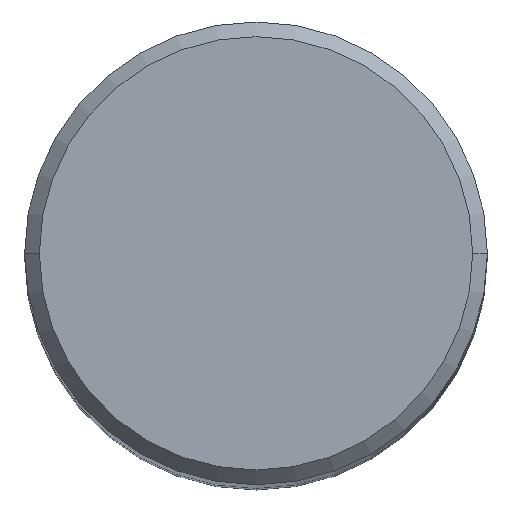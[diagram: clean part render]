
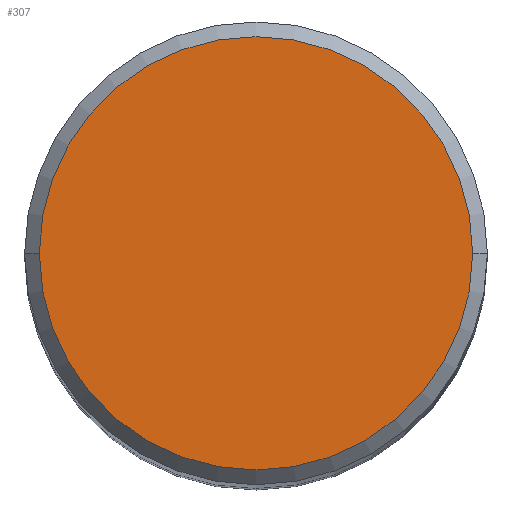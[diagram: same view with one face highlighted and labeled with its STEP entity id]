
A CAD part, top view. The second image highlights one B-rep face of the part: STEP entity #307.
In plain terms, the highlighted planar face has unit normal (0, 0, 1).
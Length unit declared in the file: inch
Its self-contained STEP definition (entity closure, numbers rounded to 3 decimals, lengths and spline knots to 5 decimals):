
#2 = DIRECTION ( 'NONE',  ( 1., 0., 0. ) ) ;
#5 = VERTEX_POINT ( 'NONE', #104 ) ;
#25 = CARTESIAN_POINT ( 'NONE',  ( 0., 0., 3.26772 ) ) ;
#41 = AXIS2_PLACEMENT_3D ( 'NONE', #173, #224, #2 ) ;
#49 = DIRECTION ( 'NONE',  ( 1., 0., 0. ) ) ;
#57 = CARTESIAN_POINT ( 'NONE',  ( 0., 0., 3.26772 ) ) ;
#73 = FACE_OUTER_BOUND ( 'NONE', #146, .T. ) ;
#77 = DIRECTION ( 'NONE',  ( 1., 0., 0. ) ) ;
#98 = DIRECTION ( 'NONE',  ( 0., 0., 1. ) ) ;
#100 = EDGE_CURVE ( 'NONE', #326, #5, #121, .T. ) ;
#104 = CARTESIAN_POINT ( 'NONE',  ( 0.22122, 0., 3.26772 ) ) ;
#105 = EDGE_CURVE ( 'NONE', #5, #326, #142, .T. ) ;
#121 = CIRCLE ( 'NONE', #41, 0.22122 ) ;
#122 = AXIS2_PLACEMENT_3D ( 'NONE', #25, #168, #49 ) ;
#142 = CIRCLE ( 'NONE', #214, 0.22122 ) ;
#146 = EDGE_LOOP ( 'NONE', ( #297, #266 ) ) ;
#168 = DIRECTION ( 'NONE',  ( 0., 0., 1. ) ) ;
#173 = CARTESIAN_POINT ( 'NONE',  ( 0., 0., 3.26772 ) ) ;
#214 = AXIS2_PLACEMENT_3D ( 'NONE', #57, #98, #77 ) ;
#221 = CARTESIAN_POINT ( 'NONE',  ( -0.22122, 0., 3.26772 ) ) ;
#224 = DIRECTION ( 'NONE',  ( 0., 0., 1. ) ) ;
#266 = ORIENTED_EDGE ( 'NONE', *, *, #105, .T. ) ;
#297 = ORIENTED_EDGE ( 'NONE', *, *, #100, .T. ) ;
#306 = PLANE ( 'NONE',  #122 ) ;
#307 = ADVANCED_FACE ( 'NONE', ( #73 ), #306, .T. ) ;
#326 = VERTEX_POINT ( 'NONE', #221 ) ;
